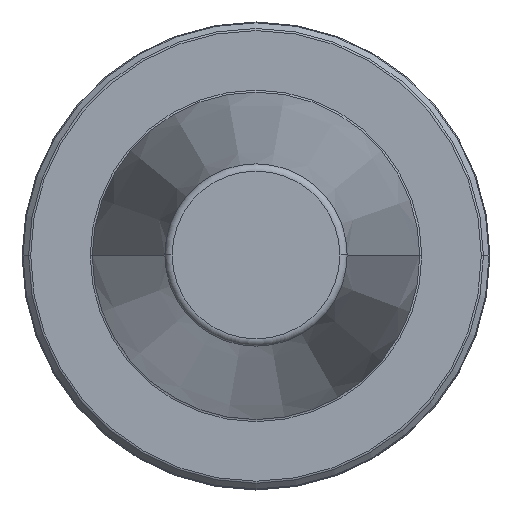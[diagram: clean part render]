
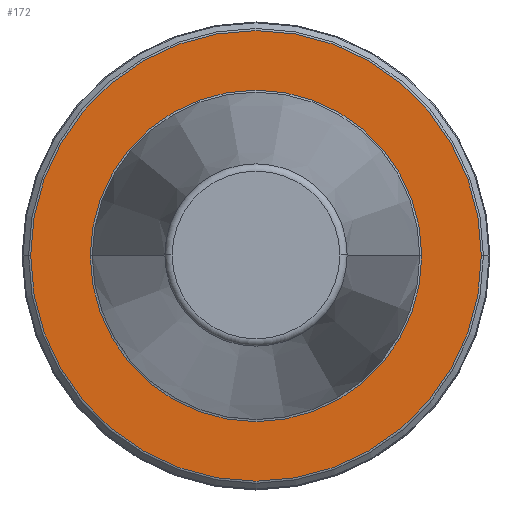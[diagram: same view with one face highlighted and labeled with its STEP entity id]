
A CAD part, top view. The second image highlights one B-rep face of the part: STEP entity #172.
In plain terms, the highlighted planar face has unit normal (0, 0, 1).
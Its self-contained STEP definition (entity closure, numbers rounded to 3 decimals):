
#10 = AXIS2_PLACEMENT_3D ( 'NONE', #1241, #651, #68 ) ;
#50 = VERTEX_POINT ( 'NONE', #292 ) ;
#68 = DIRECTION ( 'NONE',  ( 1., 0., 0. ) ) ;
#74 = VERTEX_POINT ( 'NONE', #1172 ) ;
#166 = CARTESIAN_POINT ( 'NONE',  ( 0., 0., -3.2 ) ) ;
#172 = ADVANCED_FACE ( 'NONE', ( #575, #836 ), #627, .T. ) ;
#189 = DIRECTION ( 'NONE',  ( 0., 0., 1. ) ) ;
#195 = ORIENTED_EDGE ( 'NONE', *, *, #941, .F. ) ;
#216 = ORIENTED_EDGE ( 'NONE', *, *, #750, .F. ) ;
#241 = AXIS2_PLACEMENT_3D ( 'NONE', #284, #984, #377 ) ;
#249 = ORIENTED_EDGE ( 'NONE', *, *, #558, .T. ) ;
#268 = DIRECTION ( 'NONE',  ( 1., 0., 0. ) ) ;
#284 = CARTESIAN_POINT ( 'NONE',  ( 0., 0., -3.2 ) ) ;
#292 = CARTESIAN_POINT ( 'NONE',  ( 30.584, 0., -3.2 ) ) ;
#295 = CIRCLE ( 'NONE', #241, 30.584 ) ;
#305 = VERTEX_POINT ( 'NONE', #665 ) ;
#377 = DIRECTION ( 'NONE',  ( 1., 0., 0. ) ) ;
#409 = CIRCLE ( 'NONE', #10, 22.5 ) ;
#433 = DIRECTION ( 'NONE',  ( 0., 0., 1. ) ) ;
#512 = ORIENTED_EDGE ( 'NONE', *, *, #1259, .T. ) ;
#558 = EDGE_CURVE ( 'NONE', #765, #50, #295, .T. ) ;
#567 = EDGE_LOOP ( 'NONE', ( #512, #249 ) ) ;
#575 = FACE_OUTER_BOUND ( 'NONE', #567, .T. ) ;
#627 = PLANE ( 'NONE',  #885 ) ;
#651 = DIRECTION ( 'NONE',  ( 0., 0., 1. ) ) ;
#665 = CARTESIAN_POINT ( 'NONE',  ( -22.5, 0., -3.2 ) ) ;
#750 = EDGE_CURVE ( 'NONE', #74, #305, #890, .T. ) ;
#752 = CARTESIAN_POINT ( 'NONE',  ( -30.584, 0., -3.2 ) ) ;
#765 = VERTEX_POINT ( 'NONE', #752 ) ;
#776 = CARTESIAN_POINT ( 'NONE',  ( 0., 0., -3.2 ) ) ;
#836 = FACE_BOUND ( 'NONE', #966, .T. ) ;
#855 = DIRECTION ( 'NONE',  ( 0., 0., 1. ) ) ;
#879 = DIRECTION ( 'NONE',  ( 1., 0., 0. ) ) ;
#885 = AXIS2_PLACEMENT_3D ( 'NONE', #1036, #433, #1118 ) ;
#890 = CIRCLE ( 'NONE', #1045, 22.5 ) ;
#912 = CIRCLE ( 'NONE', #1102, 30.584 ) ;
#941 = EDGE_CURVE ( 'NONE', #305, #74, #409, .T. ) ;
#966 = EDGE_LOOP ( 'NONE', ( #216, #195 ) ) ;
#984 = DIRECTION ( 'NONE',  ( 0., 0., 1. ) ) ;
#1036 = CARTESIAN_POINT ( 'NONE',  ( 0., 0., -3.2 ) ) ;
#1045 = AXIS2_PLACEMENT_3D ( 'NONE', #166, #855, #268 ) ;
#1102 = AXIS2_PLACEMENT_3D ( 'NONE', #776, #189, #879 ) ;
#1118 = DIRECTION ( 'NONE',  ( 1., 0., 0. ) ) ;
#1172 = CARTESIAN_POINT ( 'NONE',  ( 22.5, 0., -3.2 ) ) ;
#1241 = CARTESIAN_POINT ( 'NONE',  ( 0., 0., -3.2 ) ) ;
#1259 = EDGE_CURVE ( 'NONE', #50, #765, #912, .T. ) ;
